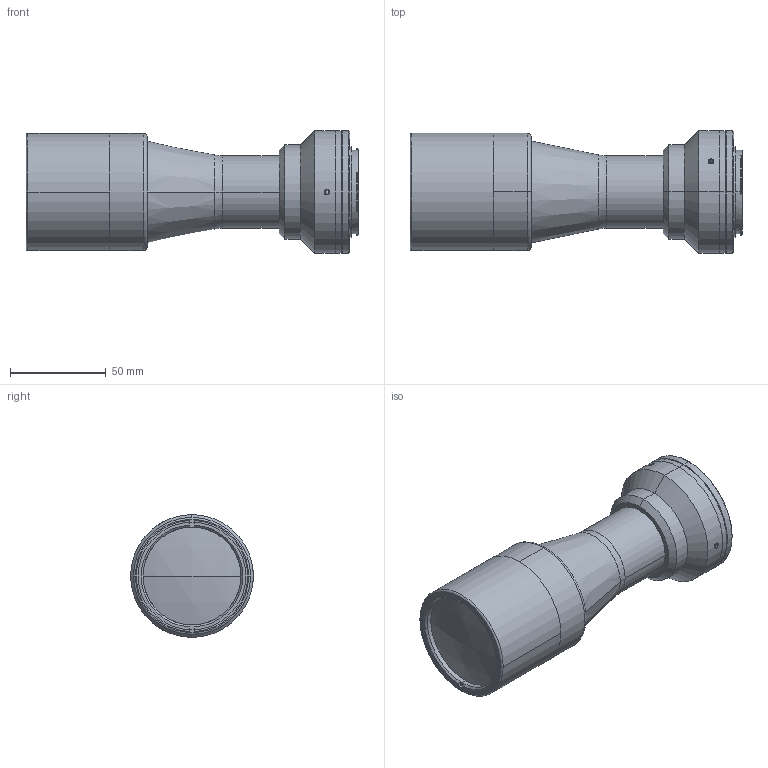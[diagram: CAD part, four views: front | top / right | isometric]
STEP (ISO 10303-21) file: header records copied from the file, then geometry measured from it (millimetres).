
FILE_DESCRIPTION (( 'STEP AP203' ), '1' );
FILE_NAME ('DP71391_TC2MHR036-F.step', '2021-10-01T15:43:31', ( '' ), ( '' ), 'SwSTEP 2.0', 'SolidWorks 2021', '' );
FILE_SCHEMA (( 'CONFIG_CONTROL_DESIGN' ));
Length unit declared in the file: millimetre
Products named in the file (1): DP71391_TC2MHR036-F
Bounding box: 172.97 x 64 x 64 mm (x, y, z)
Surface area: 48280.5 mm2 (no closed solid volume)
Topology: 0 solids, 20 shells, 187 faces, 529 edges, 354 vertices
Faces by surface type: plane 84, cylinder 57, cone 30, torus 12, sphere 4
Entity records: 6216 total; most frequent: CARTESIAN_POINT 1221, DIRECTION 1120, ORIENTED_EDGE 872, EDGE_CURVE 523, AXIS2_PLACEMENT_3D 429, VERTEX_POINT 354, LINE 262, VECTOR 262
